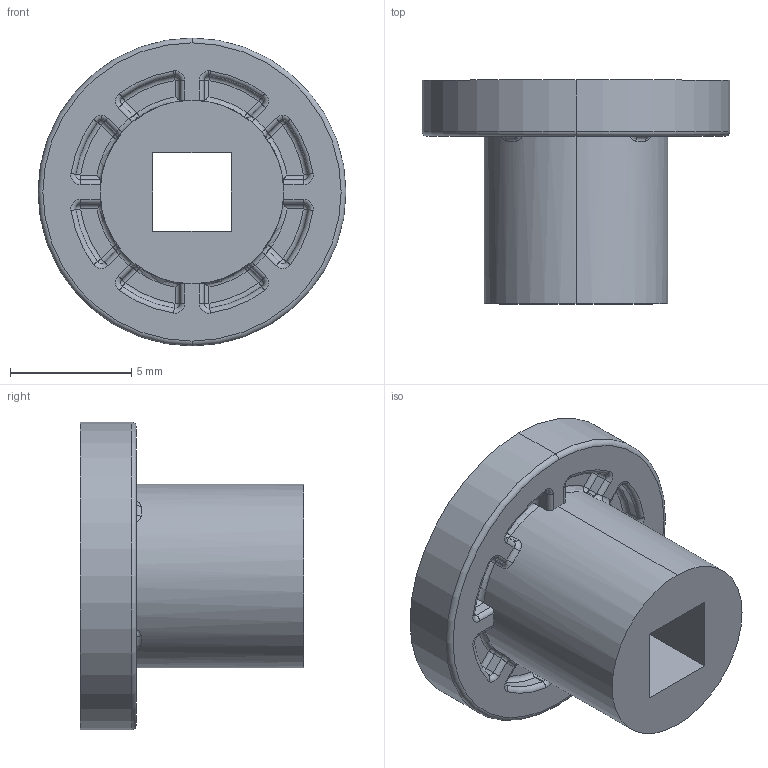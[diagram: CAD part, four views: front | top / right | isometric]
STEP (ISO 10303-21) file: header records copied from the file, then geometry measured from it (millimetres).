
FILE_DESCRIPTION (( 'STEP AP203' ), '1' );
FILE_NAME ('276-7454-002 Web.STEP', '2022-07-05T19:27:11', ( '' ), ( '' ), 'SwSTEP 2.0', 'SolidWorks 2021', '' );
FILE_SCHEMA (( 'CONFIG_CONTROL_DESIGN' ));
Length unit declared in the file: millimetre
Products named in the file (1): 276-7454-002 Web
Bounding box: 12.7 x 9.22 x 12.7 mm (x, y, z)
Volume: 491.6 mm3; surface area: 639.9 mm2
Topology: 1 solids, 1 shells, 187 faces, 446 edges, 238 vertices
Faces by surface type: cylinder 74, torus 50, plane 31, sphere 24, bspline 8
Entity records: 5465 total; most frequent: CARTESIAN_POINT 1144, DIRECTION 998, ORIENTED_EDGE 844, AXIS2_PLACEMENT_3D 428, EDGE_CURVE 422, CIRCLE 248, VERTEX_POINT 238, EDGE_LOOP 190
